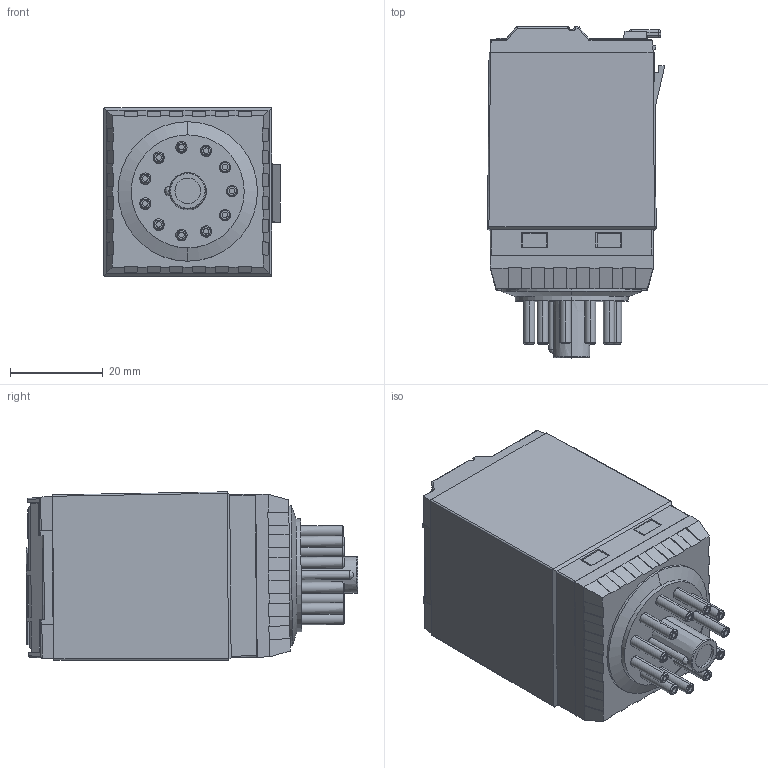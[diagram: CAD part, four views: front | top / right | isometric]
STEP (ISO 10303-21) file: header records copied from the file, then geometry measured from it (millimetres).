
FILE_DESCRIPTION((''),'2;1');
FILE_NAME('ASM0001_ASM','2024-11-14T12:01:52',('elco'),(''),'CREO PARAMETRIC BY PTC INC, 2022424','CREO PARAMETRIC BY PTC INC, 2022424','');
FILE_SCHEMA(('CONFIG_CONTROL_DESIGN'));
Length unit declared in the file: millimetre
Products named in the file (1): ASM0001_ASM
Bounding box: 38.05 x 71.38 x 36.21 mm (x, y, z)
Surface area: 14896.1 mm2 (no closed solid volume)
Topology: 0 solids, 3 shells, 765 faces, 2150 edges, 1413 vertices
Faces by surface type: plane 562, cylinder 134, cone 55, sphere 6, bspline 4, torus 4
Entity records: 25077 total; most frequent: CARTESIAN_POINT 5146, ORIENTED_EDGE 4288, DIRECTION 3919, EDGE_CURVE 2144, VECTOR 1701, LINE 1701, VERTEX_POINT 1413, AXIS2_PLACEMENT_3D 1109
